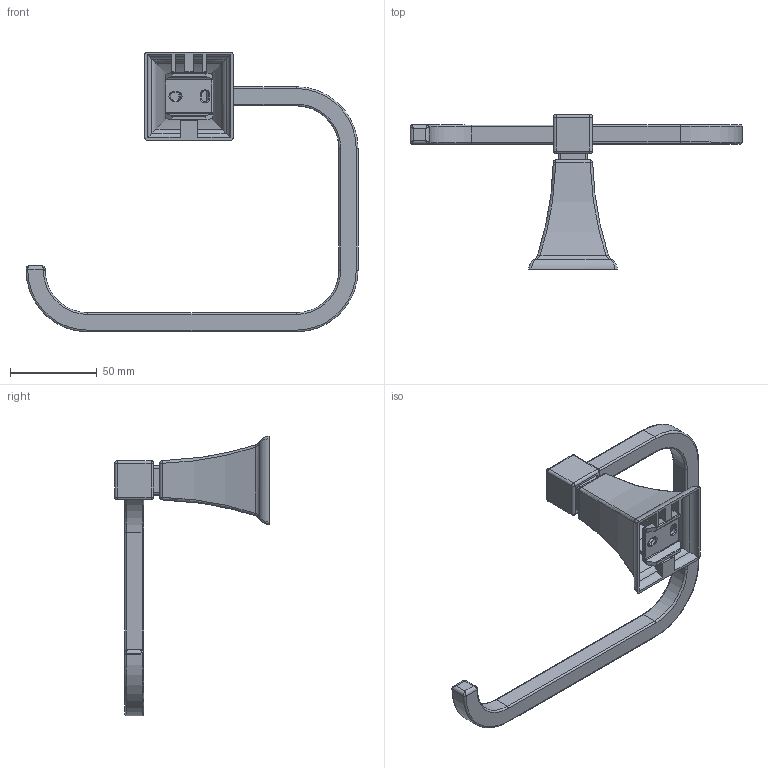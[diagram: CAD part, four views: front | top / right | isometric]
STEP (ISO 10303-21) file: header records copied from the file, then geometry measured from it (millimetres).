
FILE_DESCRIPTION((''),'2;1');
FILE_NAME('81-09_ASM','2015-07-22T',('rsmith'),(''),'PRO/ENGINEER BY PARAMETRIC TECHNOLOGY CORPORATION, 2013150','PRO/ENGINEER BY PARAMETRIC TECHNOLOGY CORPORATION, 2013150','');
FILE_SCHEMA(('CONFIG_CONTROL_DESIGN'));
Products named in the file (8): CCDB0155; CCDB0157; CCRB0038; CTST0142; CTST0116; CCKT0030; CTST0224; 81-09_ASM
Assembly tree (7 placements, depth 2):
  81-09_ASM
    CCDB0155
    CCDB0157
    CCRB0038
    CTST0142
    CTST0116
    CCKT0030
    CTST0224
Bounding box: 191 x 89 x 160.9 mm (x, y, z)
Volume: 78146.4 mm3; surface area: 42431.8 mm2
Topology: 7 solids, 11 shells, 347 faces, 882 edges, 543 vertices
Faces by surface type: cylinder 143, plane 121, torus 30, bspline 20, cone 19, sphere 14
Entity records: 12097 total; most frequent: CARTESIAN_POINT 3604, DIRECTION 1799, ORIENTED_EDGE 1710, EDGE_CURVE 865, AXIS2_PLACEMENT_3D 687, VERTEX_POINT 543, VECTOR 425, LINE 425
